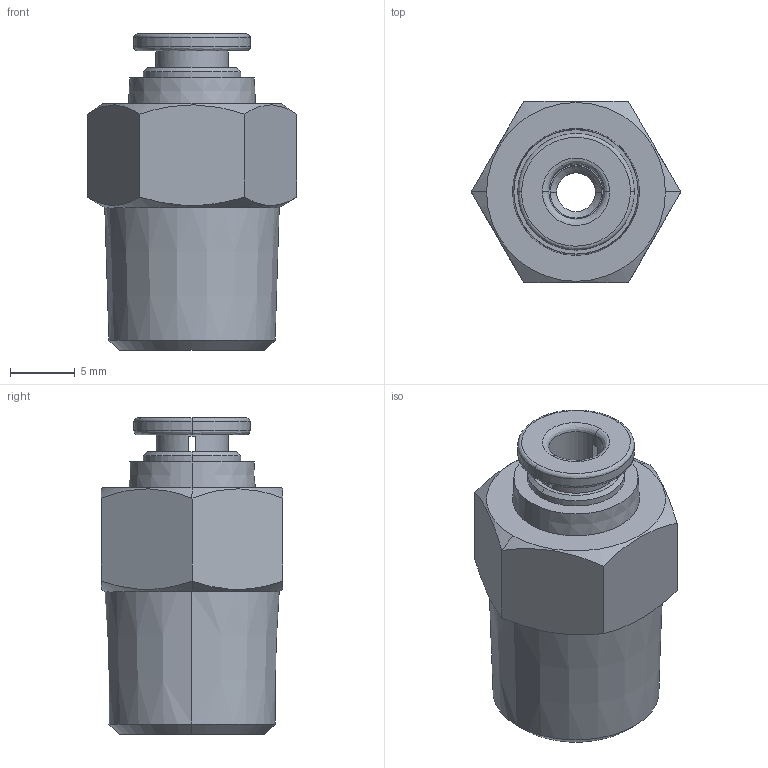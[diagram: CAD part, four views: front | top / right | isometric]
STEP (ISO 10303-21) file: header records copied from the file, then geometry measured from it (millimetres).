
FILE_DESCRIPTION (( 'STEP AP214' ), '1' );
FILE_NAME ('MS4M-14R-SS.step', '2018-03-13T19:24:41', ( '' ), ( '' ), 'SwSTEP 2.0', 'SolidWorks 2017', '' );
FILE_SCHEMA (( 'AUTOMOTIVE_DESIGN' ));
Length unit declared in the file: inch
Products named in the file (1): MS4M-14R-SS
Bounding box: 16.17 x 14 x 24.4 mm (x, y, z)
Volume: 2830.5 mm3; surface area: 1622.4 mm2
Topology: 1 solids, 1 shells, 54 faces, 130 edges, 80 vertices
Faces by surface type: plane 20, cone 18, cylinder 10, bspline 6
Entity records: 1800 total; most frequent: CARTESIAN_POINT 505, DIRECTION 270, ORIENTED_EDGE 260, EDGE_CURVE 130, AXIS2_PLACEMENT_3D 109, VERTEX_POINT 80, EDGE_LOOP 62, CIRCLE 60
